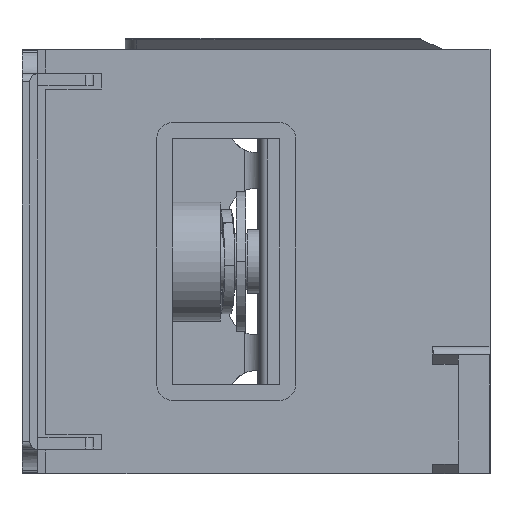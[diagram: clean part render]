
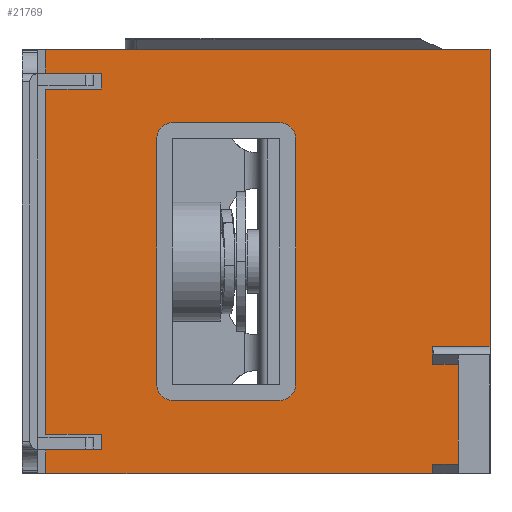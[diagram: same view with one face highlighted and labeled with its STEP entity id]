
A CAD part, left-side view. The second image highlights one B-rep face of the part: STEP entity #21769.
In plain terms, the highlighted planar face has unit normal (-1, 0, 0).
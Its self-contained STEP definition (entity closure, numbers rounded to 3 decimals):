
#1024=DIRECTION('',(0.,-1.,0.));
#1025=VECTOR('',#1024,7.);
#1026=CARTESIAN_POINT('',(-35.25,29.,23.75));
#1027=LINE('',#1026,#1025);
#1078=DIRECTION('',(0.,1.,0.));
#1079=VECTOR('',#1078,56.);
#1080=CARTESIAN_POINT('',(-35.25,-27.,26.75));
#1081=LINE('',#1080,#1079);
#8109=DIRECTION('',(0.,1.,0.));
#8110=VECTOR('',#8109,7.);
#8111=CARTESIAN_POINT('',(-35.25,22.,21.75));
#8112=LINE('',#8111,#8110);
#8117=DIRECTION('',(0.,1.,0.));
#8118=VECTOR('',#8117,48.785);
#8119=CARTESIAN_POINT('',(-35.25,-19.785,-26.75));
#8120=LINE('',#8119,#8118);
#8121=DIRECTION('',(0.,-1.,0.));
#8122=VECTOR('',#8121,7.);
#8123=CARTESIAN_POINT('',(-35.25,29.,-23.75));
#8124=LINE('',#8123,#8122);
#8125=CARTESIAN_POINT('',(-35.25,13.,-15.5));
#8126=DIRECTION('',(-1.,0.,0.));
#8127=DIRECTION('',(0.,1.,0.));
#8128=AXIS2_PLACEMENT_3D('',#8125,#8126,#8127);
#8130=CARTESIAN_POINT('',(-35.25,-0.5,-15.5));
#8131=DIRECTION('',(-1.,0.,0.));
#8132=DIRECTION('',(0.,0.,-1.));
#8133=AXIS2_PLACEMENT_3D('',#8130,#8131,#8132);
#8135=CARTESIAN_POINT('',(-35.25,-0.5,15.5));
#8136=DIRECTION('',(-1.,0.,0.));
#8137=DIRECTION('',(0.,-1.,0.));
#8138=AXIS2_PLACEMENT_3D('',#8135,#8136,#8137);
#8140=DIRECTION('',(0.,1.,0.));
#8141=VECTOR('',#8140,13.5);
#8142=CARTESIAN_POINT('',(-35.25,-0.5,17.5));
#8143=LINE('',#8142,#8141);
#8144=CARTESIAN_POINT('',(-35.25,13.,15.5));
#8145=DIRECTION('',(-1.,0.,0.));
#8146=DIRECTION('',(0.,0.,1.));
#8147=AXIS2_PLACEMENT_3D('',#8144,#8145,#8146);
#8149=DIRECTION('',(0.,0.,-1.));
#8150=VECTOR('',#8149,2.);
#8151=CARTESIAN_POINT('',(-35.25,22.,23.75));
#8152=LINE('',#8151,#8150);
#8165=DIRECTION('',(0.,0.,-1.));
#8166=VECTOR('',#8165,3.);
#8167=CARTESIAN_POINT('',(-35.25,29.,26.75));
#8168=LINE('',#8167,#8166);
#8194=DIRECTION('',(0.,0.,1.));
#8195=VECTOR('',#8194,37.5);
#8196=CARTESIAN_POINT('',(-35.25,-27.,-10.75));
#8197=LINE('',#8196,#8195);
#8240=DIRECTION('',(0.,-1.,0.));
#8241=VECTOR('',#8240,7.215);
#8242=CARTESIAN_POINT('',(-35.25,-19.785,-10.75));
#8243=LINE('',#8242,#8241);
#8244=DIRECTION('',(0.,0.,1.));
#8245=VECTOR('',#8244,2.2);
#8246=CARTESIAN_POINT('',(-35.25,-19.785,-12.95));
#8247=LINE('',#8246,#8245);
#8268=DIRECTION('',(0.,0.,1.));
#8269=VECTOR('',#8268,1.2);
#8270=CARTESIAN_POINT('',(-35.25,-19.785,-26.75));
#8271=LINE('',#8270,#8269);
#8276=DIRECTION('',(0.,-1.,0.));
#8277=VECTOR('',#8276,3.215);
#8278=CARTESIAN_POINT('',(-35.25,-19.785,-25.55));
#8279=LINE('',#8278,#8277);
#8288=DIRECTION('',(0.,0.,1.));
#8289=VECTOR('',#8288,12.6);
#8290=CARTESIAN_POINT('',(-35.25,-23.,-25.55));
#8291=LINE('',#8290,#8289);
#8318=DIRECTION('',(0.,1.,0.));
#8319=VECTOR('',#8318,3.215);
#8320=CARTESIAN_POINT('',(-35.25,-23.,-12.95));
#8321=LINE('',#8320,#8319);
#8432=DIRECTION('',(0.,0.,-1.));
#8433=VECTOR('',#8432,3.);
#8434=CARTESIAN_POINT('',(-35.25,29.,-23.75));
#8435=LINE('',#8434,#8433);
#8460=DIRECTION('',(0.,0.,-1.));
#8461=VECTOR('',#8460,2.);
#8462=CARTESIAN_POINT('',(-35.25,22.,-21.75));
#8463=LINE('',#8462,#8461);
#8476=DIRECTION('',(0.,-1.,0.));
#8477=VECTOR('',#8476,7.);
#8478=CARTESIAN_POINT('',(-35.25,29.,-21.75));
#8479=LINE('',#8478,#8477);
#8492=DIRECTION('',(0.,0.,-1.));
#8493=VECTOR('',#8492,43.5);
#8494=CARTESIAN_POINT('',(-35.25,29.,21.75));
#8495=LINE('',#8494,#8493);
#8508=DIRECTION('',(0.,0.,1.));
#8509=VECTOR('',#8508,31.);
#8510=CARTESIAN_POINT('',(-35.25,15.,-15.5));
#8511=LINE('',#8510,#8509);
#8536=DIRECTION('',(0.,0.,-1.));
#8537=VECTOR('',#8536,31.);
#8538=CARTESIAN_POINT('',(-35.25,-2.5,15.5));
#8539=LINE('',#8538,#8537);
#8552=DIRECTION('',(0.,1.,0.));
#8553=VECTOR('',#8552,13.5);
#8554=CARTESIAN_POINT('',(-35.25,-0.5,-17.5));
#8555=LINE('',#8554,#8553);
#9508=CARTESIAN_POINT('',(-35.25,29.,-26.75));
#9509=VERTEX_POINT('',#9508);
#9510=CARTESIAN_POINT('',(-35.25,-19.785,-26.75));
#9511=VERTEX_POINT('',#9510);
#9567=CARTESIAN_POINT('',(-35.25,29.,-23.75));
#9569=VERTEX_POINT('',#9567);
#9634=CARTESIAN_POINT('',(-35.25,13.,17.5));
#9635=CARTESIAN_POINT('',(-35.25,15.,15.5));
#9636=VERTEX_POINT('',#9634);
#9637=VERTEX_POINT('',#9635);
#9638=CARTESIAN_POINT('',(-35.25,-0.5,17.5));
#9639=VERTEX_POINT('',#9638);
#9640=CARTESIAN_POINT('',(-35.25,15.,-15.5));
#9641=VERTEX_POINT('',#9640);
#9642=CARTESIAN_POINT('',(-35.25,-0.5,-17.5));
#9643=CARTESIAN_POINT('',(-35.25,13.,-17.5));
#9644=VERTEX_POINT('',#9642);
#9645=VERTEX_POINT('',#9643);
#9646=CARTESIAN_POINT('',(-35.25,-2.5,15.5));
#9647=CARTESIAN_POINT('',(-35.25,-2.5,-15.5));
#9648=VERTEX_POINT('',#9646);
#9649=VERTEX_POINT('',#9647);
#9650=CARTESIAN_POINT('',(-35.25,22.,21.75));
#9651=CARTESIAN_POINT('',(-35.25,29.,21.75));
#9652=VERTEX_POINT('',#9650);
#9653=VERTEX_POINT('',#9651);
#9654=CARTESIAN_POINT('',(-35.25,22.,23.75));
#9655=VERTEX_POINT('',#9654);
#9656=CARTESIAN_POINT('',(-35.25,29.,23.75));
#9657=VERTEX_POINT('',#9656);
#9658=CARTESIAN_POINT('',(-35.25,29.,26.75));
#9659=VERTEX_POINT('',#9658);
#9660=CARTESIAN_POINT('',(-35.25,-27.,-10.75));
#9661=CARTESIAN_POINT('',(-35.25,-27.,26.75));
#9662=VERTEX_POINT('',#9660);
#9663=VERTEX_POINT('',#9661);
#9664=CARTESIAN_POINT('',(-35.25,-19.785,-10.75));
#9665=VERTEX_POINT('',#9664);
#9666=CARTESIAN_POINT('',(-35.25,-23.,-12.95));
#9667=CARTESIAN_POINT('',(-35.25,-19.785,-12.95));
#9668=VERTEX_POINT('',#9666);
#9669=VERTEX_POINT('',#9667);
#9670=CARTESIAN_POINT('',(-35.25,-23.,-25.55));
#9671=VERTEX_POINT('',#9670);
#9672=CARTESIAN_POINT('',(-35.25,-19.785,-25.55));
#9673=VERTEX_POINT('',#9672);
#9674=CARTESIAN_POINT('',(-35.25,22.,-23.75));
#9675=VERTEX_POINT('',#9674);
#9676=CARTESIAN_POINT('',(-35.25,22.,-21.75));
#9677=VERTEX_POINT('',#9676);
#9678=CARTESIAN_POINT('',(-35.25,29.,-21.75));
#9679=VERTEX_POINT('',#9678);
#21713=CARTESIAN_POINT('',(-35.25,1.,0.));
#21714=DIRECTION('',(1.,0.,0.));
#21715=DIRECTION('',(0.,1.,0.));
#21716=AXIS2_PLACEMENT_3D('',#21713,#21714,#21715);
#21717=PLANE('',#21716);
#21718=ORIENTED_EDGE('',*,*,#21703,.F.);
#21720=ORIENTED_EDGE('',*,*,#21719,.F.);
#21721=ORIENTED_EDGE('',*,*,#13092,.F.);
#21723=ORIENTED_EDGE('',*,*,#21722,.F.);
#21724=ORIENTED_EDGE('',*,*,#13169,.F.);
#21726=ORIENTED_EDGE('',*,*,#21725,.F.);
#21728=ORIENTED_EDGE('',*,*,#21727,.F.);
#21730=ORIENTED_EDGE('',*,*,#21729,.F.);
#21732=ORIENTED_EDGE('',*,*,#21731,.F.);
#21734=ORIENTED_EDGE('',*,*,#21733,.F.);
#21736=ORIENTED_EDGE('',*,*,#21735,.F.);
#21738=ORIENTED_EDGE('',*,*,#21737,.F.);
#21739=ORIENTED_EDGE('',*,*,#13446,.T.);
#21741=ORIENTED_EDGE('',*,*,#21740,.F.);
#21742=ORIENTED_EDGE('',*,*,#14598,.T.);
#21744=ORIENTED_EDGE('',*,*,#21743,.F.);
#21746=ORIENTED_EDGE('',*,*,#21745,.F.);
#21748=ORIENTED_EDGE('',*,*,#21747,.F.);
#21749=EDGE_LOOP('',(#21718,#21720,#21721,#21723,#21724,#21726,#21728,#21730,
#21732,#21734,#21736,#21738,#21739,#21741,#21742,#21744,#21746,#21748));
#21750=FACE_OUTER_BOUND('',#21749,.F.);
#21752=ORIENTED_EDGE('',*,*,#21751,.F.);
#21754=ORIENTED_EDGE('',*,*,#21753,.T.);
#21756=ORIENTED_EDGE('',*,*,#21755,.F.);
#21758=ORIENTED_EDGE('',*,*,#21757,.T.);
#21760=ORIENTED_EDGE('',*,*,#21759,.F.);
#21762=ORIENTED_EDGE('',*,*,#21761,.T.);
#21764=ORIENTED_EDGE('',*,*,#21763,.T.);
#21766=ORIENTED_EDGE('',*,*,#21765,.T.);
#21767=EDGE_LOOP('',(#21752,#21754,#21756,#21758,#21760,#21762,#21764,#21766));
#21768=FACE_BOUND('',#21767,.F.);
#8129=CIRCLE('',#8128,2.);
#8134=CIRCLE('',#8133,2.);
#8139=CIRCLE('',#8138,2.);
#8148=CIRCLE('',#8147,2.);
#13092=EDGE_CURVE('',#9657,#9655,#1027,.T.);
#13169=EDGE_CURVE('',#9663,#9659,#1081,.T.);
#13446=EDGE_CURVE('',#9511,#9509,#8120,.T.);
#14598=EDGE_CURVE('',#9569,#9675,#8124,.T.);
#21703=EDGE_CURVE('',#9652,#9653,#8112,.T.);
#21719=EDGE_CURVE('',#9655,#9652,#8152,.T.);
#21722=EDGE_CURVE('',#9659,#9657,#8168,.T.);
#21725=EDGE_CURVE('',#9662,#9663,#8197,.T.);
#21727=EDGE_CURVE('',#9665,#9662,#8243,.T.);
#21729=EDGE_CURVE('',#9669,#9665,#8247,.T.);
#21731=EDGE_CURVE('',#9668,#9669,#8321,.T.);
#21733=EDGE_CURVE('',#9671,#9668,#8291,.T.);
#21735=EDGE_CURVE('',#9673,#9671,#8279,.T.);
#21737=EDGE_CURVE('',#9511,#9673,#8271,.T.);
#21740=EDGE_CURVE('',#9569,#9509,#8435,.T.);
#21743=EDGE_CURVE('',#9677,#9675,#8463,.T.);
#21745=EDGE_CURVE('',#9679,#9677,#8479,.T.);
#21747=EDGE_CURVE('',#9653,#9679,#8495,.T.);
#21751=EDGE_CURVE('',#9641,#9637,#8511,.T.);
#21753=EDGE_CURVE('',#9641,#9645,#8129,.T.);
#21755=EDGE_CURVE('',#9644,#9645,#8555,.T.);
#21757=EDGE_CURVE('',#9644,#9649,#8134,.T.);
#21759=EDGE_CURVE('',#9648,#9649,#8539,.T.);
#21761=EDGE_CURVE('',#9648,#9639,#8139,.T.);
#21763=EDGE_CURVE('',#9639,#9636,#8143,.T.);
#21765=EDGE_CURVE('',#9636,#9637,#8148,.T.);
#21769=ADVANCED_FACE('',(#21750,#21768),#21717,.F.);
